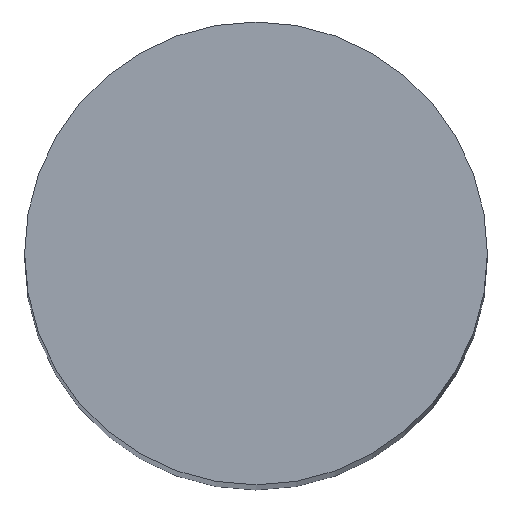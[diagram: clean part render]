
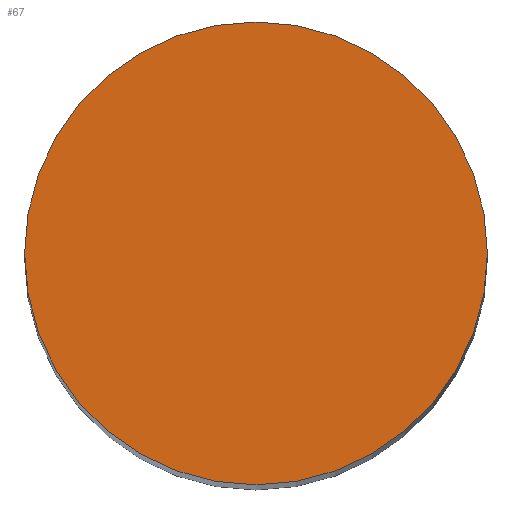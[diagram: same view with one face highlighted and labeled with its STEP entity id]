
A CAD part, top view. The second image highlights one B-rep face of the part: STEP entity #67.
In plain terms, the highlighted planar face has unit normal (0, 0, 1).
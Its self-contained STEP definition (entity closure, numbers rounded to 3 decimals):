
#17 = PLANE ( 'NONE',  #136 ) ;
#24 = VERTEX_POINT ( 'NONE', #78 ) ;
#32 = CARTESIAN_POINT ( 'NONE',  ( 0., 0., 254. ) ) ;
#33 = CIRCLE ( 'NONE', #73, 20. ) ;
#43 = EDGE_CURVE ( 'NONE', #24, #175, #33, .T. ) ;
#54 = EDGE_LOOP ( 'NONE', ( #129, #68 ) ) ;
#67 = ADVANCED_FACE ( 'NONE', ( #168 ), #17, .T. ) ;
#68 = ORIENTED_EDGE ( 'NONE', *, *, #43, .T. ) ;
#69 = CIRCLE ( 'NONE', #166, 20. ) ;
#71 = DIRECTION ( 'NONE',  ( 0., 0., 1. ) ) ;
#73 = AXIS2_PLACEMENT_3D ( 'NONE', #74, #76, #143 ) ;
#74 = CARTESIAN_POINT ( 'NONE',  ( 0., 0., 254. ) ) ;
#75 = DIRECTION ( 'NONE',  ( 1., 0., 0. ) ) ;
#76 = DIRECTION ( 'NONE',  ( 0., 0., 1. ) ) ;
#78 = CARTESIAN_POINT ( 'NONE',  ( 20., 0., 254. ) ) ;
#86 = CARTESIAN_POINT ( 'NONE',  ( 0., 0., 254. ) ) ;
#101 = DIRECTION ( 'NONE',  ( 1., 0., 0. ) ) ;
#129 = ORIENTED_EDGE ( 'NONE', *, *, #138, .T. ) ;
#136 = AXIS2_PLACEMENT_3D ( 'NONE', #86, #71, #75 ) ;
#138 = EDGE_CURVE ( 'NONE', #175, #24, #69, .T. ) ;
#143 = DIRECTION ( 'NONE',  ( 1., 0., 0. ) ) ;
#151 = CARTESIAN_POINT ( 'NONE',  ( -20., 0., 254. ) ) ;
#155 = DIRECTION ( 'NONE',  ( 0., 0., 1. ) ) ;
#166 = AXIS2_PLACEMENT_3D ( 'NONE', #32, #155, #101 ) ;
#168 = FACE_OUTER_BOUND ( 'NONE', #54, .T. ) ;
#175 = VERTEX_POINT ( 'NONE', #151 ) ;
